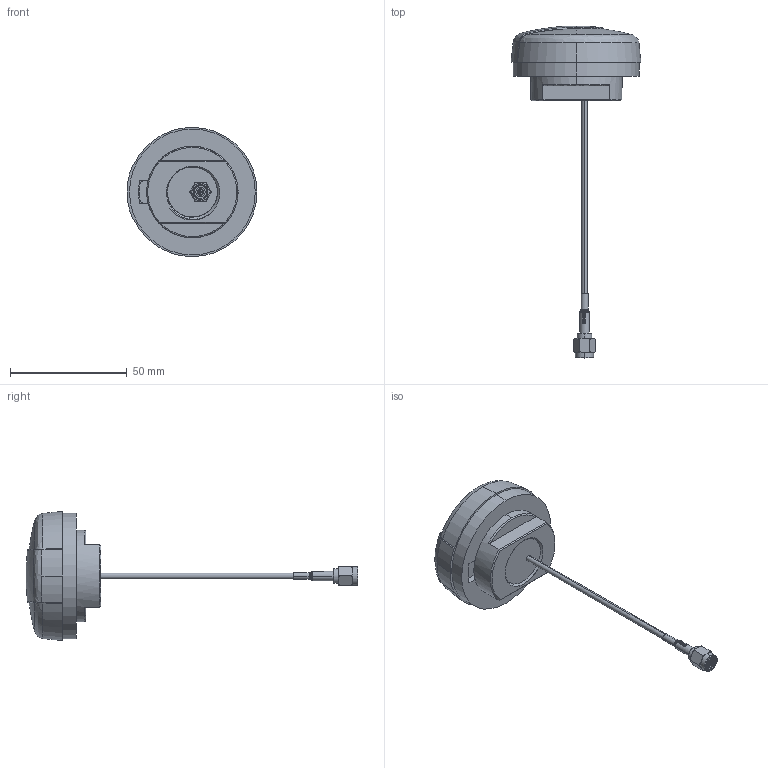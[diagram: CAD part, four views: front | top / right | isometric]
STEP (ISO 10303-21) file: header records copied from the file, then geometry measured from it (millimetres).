
FILE_DESCRIPTION (( 'STEP AP214' ), '1' );
FILE_NAME ('A.30.A.301111_Web.STEP', '2020-02-20T06:24:17', ( '' ), ( '' ), 'SwSTEP 2.0', 'SolidWorks 2017', '' );
FILE_SCHEMA (( 'AUTOMOTIVE_DESIGN' ));
Length unit declared in the file: millimetre
Products named in the file (1): A.30.A.301111_Web
Bounding box: 55.7 x 142.3 x 55.4 mm (x, y, z)
Surface area: 14775.7 mm2 (no closed solid volume)
Topology: 0 solids, 13 shells, 129 faces, 398 edges, 281 vertices
Faces by surface type: cylinder 49, plane 27, bspline 27, cone 16, torus 10
Entity records: 11418 total; most frequent: CARTESIAN_POINT 6902, ORIENTED_EDGE 654, DIRECTION 553, EDGE_CURVE 396, VERTEX_POINT 281, AXIS2_PLACEMENT_3D 224, EDGE_LOOP 137, UNCERTAINTY_MEASURE_WITH_UNIT 131
